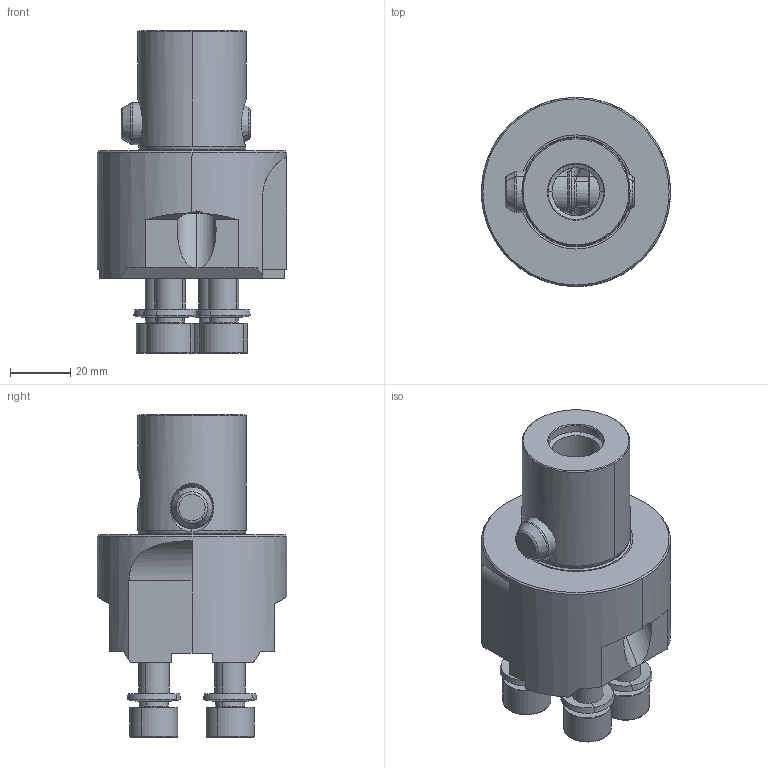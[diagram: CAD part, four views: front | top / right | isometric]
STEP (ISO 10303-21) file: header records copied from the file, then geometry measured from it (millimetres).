
FILE_DESCRIPTION(('no description'),'unknown implementation level');
FILE_NAME('B4EB8F31-FE4A-4639-A37A-05FAD739DE81_export.stp',' ',('CIMSOURCE GmbH'),('CADClick - KiM GmbH - www.kimweb.de'),'unknown preprocess','ACIS','unknown authorization');
FILE_SCHEMA(('automotive_design'));
Length unit declared in the file: millimetre
Products named in the file (16): 315.601 Kaiser TWN 68-110 X CK6|315.650 Kaiser ETL M10_10.15 X 41_Standard;NONE; 315.601 Kaiser TWN 68-110 X CK6|693.184 Kaiser ETL �10.5_17.8L 10S_Standard;NONE; 315.601 Kaiser TWN 68-110 X CK6|691.506 Kaiser ETL �14 X 43K_Standard|693.305 Skizze_Standard;NONE; 315.601 Kaiser TWN 68-110 X CK6|691.506 Kaiser ETL �14 X 43K_Standard|691.526 Mitnehmerbolzen_Standard;NONE; 315.601 Kaiser TWN 68-110 X CK6|315.630 Kaiser TW 68-110 X CK6B_Standard|315.630 Kaiser TW 68-110 X CK6B_Standard;NONE; 315.601 Kaiser TWN 68-110 X CK6|315.630 Kaiser TW 68-110 X CK6B_Standard|692.406 Kaiser ETL SD �12_Standard|692.406 D�senk�rper_Standard;NONE; 315.601 Kaiser TWN 68-110 X CK6|315.630 Kaiser TW 68-110 X CK6B_Standard|692.406 Kaiser ETL SD �12_Standard|692.406 Kugel � 10_Standard;NONE
Bounding box: 63 x 63 x 107.5 mm (x, y, z)
Volume: 157380.6 mm3; surface area: 44142.5 mm2
Topology: 16 solids, 16 shells, 461 faces, 1029 edges, 585 vertices
Faces by surface type: cone 172, cylinder 128, plane 95, torus 54, sphere 12
Entity records: 25134 total; most frequent: CARTESIAN_POINT 3071, DIRECTION 2375, STYLED_ITEM 2041, PRESENTATION_STYLE_ASSIGNMENT 2041, COLOUR_RGB 2041, ORIENTED_EDGE 1990, AXIS2_PLACEMENT_3D 1005, EDGE_CURVE 995
